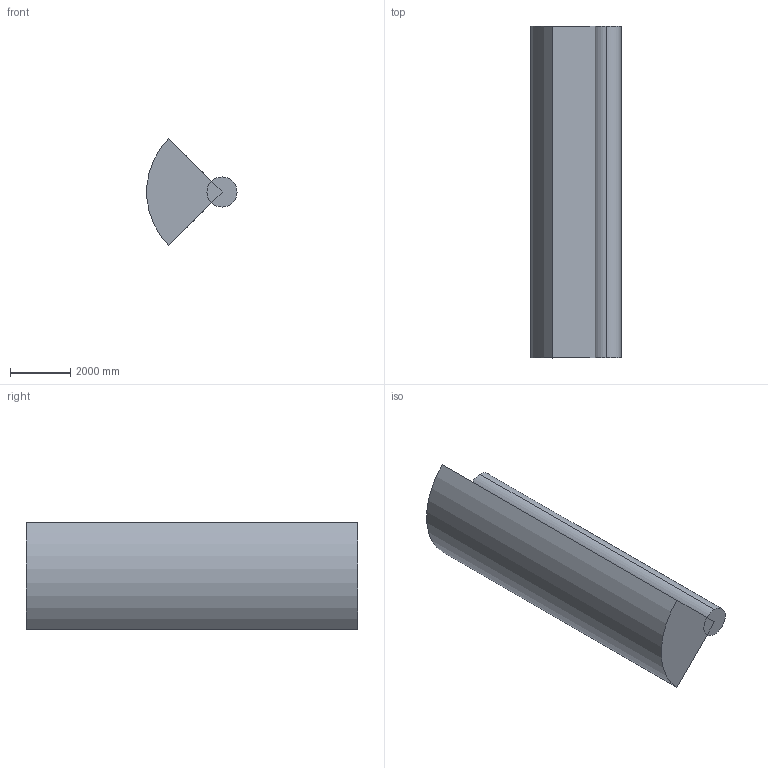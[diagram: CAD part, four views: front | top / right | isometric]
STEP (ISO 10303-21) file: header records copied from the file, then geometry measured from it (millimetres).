
FILE_DESCRIPTION (( 'STEP AP214' ), '1' );
FILE_NAME ('Assem Flap Out.STEP', '2026-01-05T02:40:28', ( '' ), ( '' ), 'SwSTEP 2.0', 'SolidWorks 2025', '' );
FILE_SCHEMA (( 'AUTOMOTIVE_DESIGN' ));
Length unit declared in the file: millimetre
Products named in the file (1): Assem Flap Out
Bounding box: 2990.49 x 11000 x 3535.53 mm (x, y, z)
Volume: 62665473513.1 mm3; surface area: 145112488.5 mm2
Topology: 3 solids, 3 shells, 45 faces, 119 edges, 77 vertices
Faces by surface type: plane 27, cylinder 17, bspline 1
Entity records: 1709 total; most frequent: CARTESIAN_POINT 514, DIRECTION 253, ORIENTED_EDGE 236, EDGE_CURVE 118, AXIS2_PLACEMENT_3D 92, VERTEX_POINT 77, LINE 69, VECTOR 69
